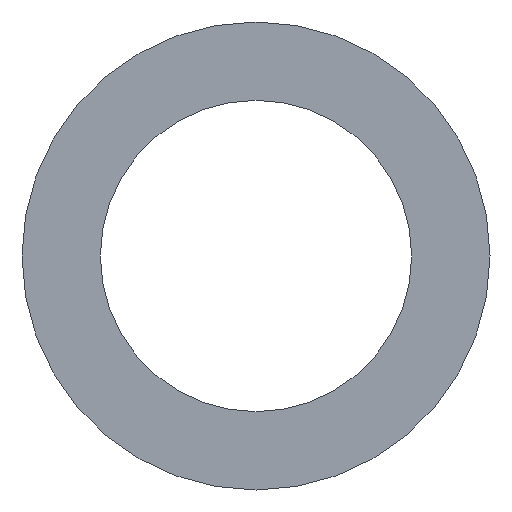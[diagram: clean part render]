
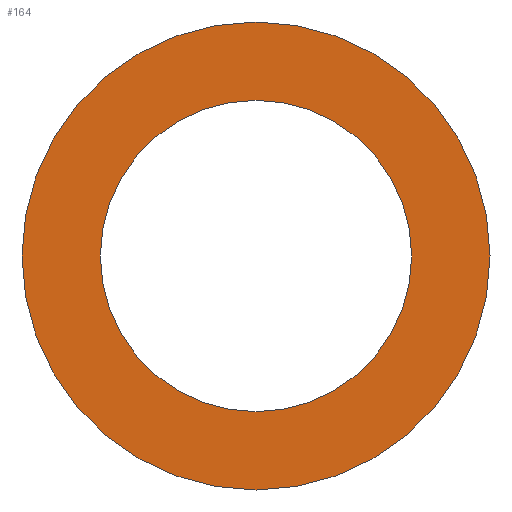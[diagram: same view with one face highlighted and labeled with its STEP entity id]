
A CAD part, left-side view. The second image highlights one B-rep face of the part: STEP entity #164.
In plain terms, the highlighted planar face has unit normal (-1, 0, 0).
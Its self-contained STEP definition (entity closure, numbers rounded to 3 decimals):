
#78 = EDGE_CURVE( '', #114, #124, #192, .T. );
#108 = VERTEX_POINT( '', #223 );
#114 = VERTEX_POINT( '', #231 );
#124 = VERTEX_POINT( '', #244 );
#142 = VERTEX_POINT( '', #263 );
#146 = EDGE_CURVE( '', #124, #114, #267, .T. );
#160 = EDGE_CURVE( '', #108, #142, #284, .T. );
#164 = ADVANCED_FACE( '', ( #288, #289 ), #290, .T. );
#166 = EDGE_CURVE( '', #142, #108, #292, .T. );
#192 = CIRCLE( '', #310, 70.5 );
#223 = CARTESIAN_POINT( '', ( -92., -106., 0. ) );
#231 = CARTESIAN_POINT( '', ( -92., -70.5, 0. ) );
#244 = CARTESIAN_POINT( '', ( -92., 70.5, 0. ) );
#263 = CARTESIAN_POINT( '', ( -92., 106., 0. ) );
#267 = CIRCLE( '', #404, 70.5 );
#284 = CIRCLE( '', #426, 106. );
#288 = FACE_BOUND( '', #432, .T. );
#289 = FACE_OUTER_BOUND( '', #433, .T. );
#290 = PLANE( '', #434 );
#292 = CIRCLE( '', #437, 106. );
#310 = AXIS2_PLACEMENT_3D( '', #458, #459, #460 );
#404 = AXIS2_PLACEMENT_3D( '', #534, #535, #536 );
#426 = AXIS2_PLACEMENT_3D( '', #563, #564, #565 );
#432 = EDGE_LOOP( '', ( #568, #569 ) );
#433 = EDGE_LOOP( '', ( #570, #571 ) );
#434 = AXIS2_PLACEMENT_3D( '', #572, #573, #574 );
#437 = AXIS2_PLACEMENT_3D( '', #575, #576, #577 );
#458 = CARTESIAN_POINT( '', ( -92., 0., 0. ) );
#459 = DIRECTION( '', ( -1., 0., 0. ) );
#460 = DIRECTION( '', ( 0., 1., 0. ) );
#534 = CARTESIAN_POINT( '', ( -92., 0., 0. ) );
#535 = DIRECTION( '', ( -1., 0., 0. ) );
#536 = DIRECTION( '', ( 0., 1., 0. ) );
#563 = CARTESIAN_POINT( '', ( -92., 0., 0. ) );
#564 = DIRECTION( '', ( -1., 0., 0. ) );
#565 = DIRECTION( '', ( 0., 1., 0. ) );
#568 = ORIENTED_EDGE( '', *, *, #146, .F. );
#569 = ORIENTED_EDGE( '', *, *, #78, .F. );
#570 = ORIENTED_EDGE( '', *, *, #166, .T. );
#571 = ORIENTED_EDGE( '', *, *, #160, .T. );
#572 = CARTESIAN_POINT( '', ( -92., 88.25, 0. ) );
#573 = DIRECTION( '', ( -1., 0., 0. ) );
#574 = DIRECTION( '', ( 0., 1., 0. ) );
#575 = CARTESIAN_POINT( '', ( -92., 0., 0. ) );
#576 = DIRECTION( '', ( -1., 0., 0. ) );
#577 = DIRECTION( '', ( 0., 1., 0. ) );
